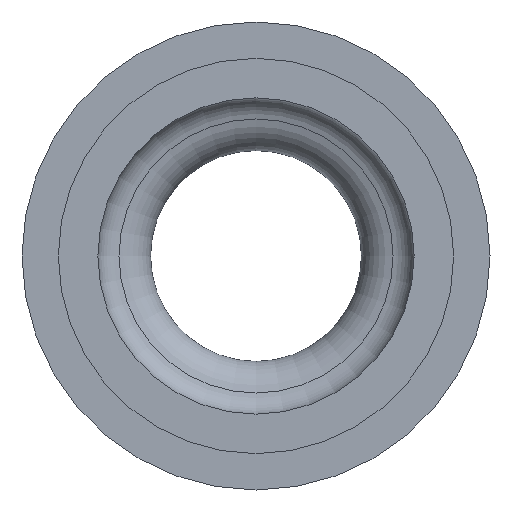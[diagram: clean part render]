
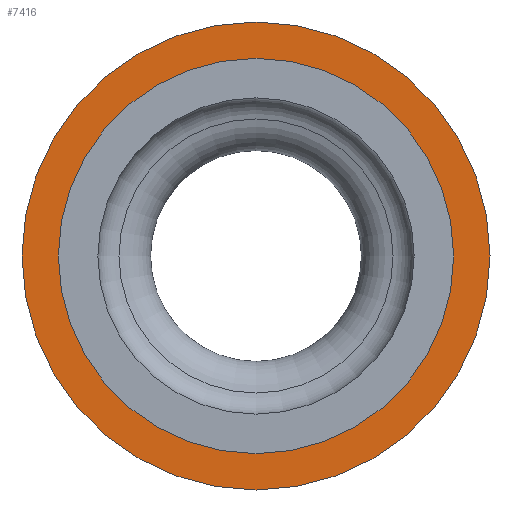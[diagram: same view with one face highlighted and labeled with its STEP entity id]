
A CAD part, left-side view. The second image highlights one B-rep face of the part: STEP entity #7416.
In plain terms, the highlighted planar face has unit normal (-1, 0, 0).
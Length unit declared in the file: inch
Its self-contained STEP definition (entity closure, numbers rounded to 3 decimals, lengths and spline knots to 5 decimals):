
#1085=PLANE($,#7837);
#1145=FACE_BOUND($,#2031,.T.);
#1558=FACE_OUTER_BOUND($,#2030,.T.);
#2030=EDGE_LOOP($,(#6918));
#2031=EDGE_LOOP($,(#6919));
#2199=CIRCLE($,#7812,2.22);
#2210=CIRCLE($,#7836,1.875);
#3545=VERTEX_POINT($,#16743);
#3556=VERTEX_POINT($,#16778);
#4666=EDGE_CURVE($,#3545,#3545,#2199,.T.);
#4677=EDGE_CURVE($,#3556,#3556,#2210,.T.);
#6918=ORIENTED_EDGE($,*,*,#4666,.F.);
#6919=ORIENTED_EDGE($,*,*,#4677,.T.);
#7416=ADVANCED_FACE($,(#1558,#1145),#1085,.T.);
#7812=AXIS2_PLACEMENT_3D($,#16744,#8974,#8975);
#7836=AXIS2_PLACEMENT_3D($,#16779,#9022,#9023);
#7837=AXIS2_PLACEMENT_3D($,#16780,#9024,#9025);
#8974=DIRECTION('center_axis',(1.,0.,0.));
#8975=DIRECTION('ref_axis',(0.,1.,0.));
#9022=DIRECTION('center_axis',(1.,0.,0.));
#9023=DIRECTION('ref_axis',(0.,1.,0.));
#9024=DIRECTION('center_axis',(-1.,0.,0.));
#9025=DIRECTION('ref_axis',(0.,0.,1.));
#16743=CARTESIAN_POINT('',(0.,2.22,0.));
#16744=CARTESIAN_POINT('Origin',(0.,0.,0.));
#16778=CARTESIAN_POINT('',(0.,1.875,0.));
#16779=CARTESIAN_POINT('Origin',(0.,0.,0.));
#16780=CARTESIAN_POINT('Origin',(0.,2.0475,0.));
